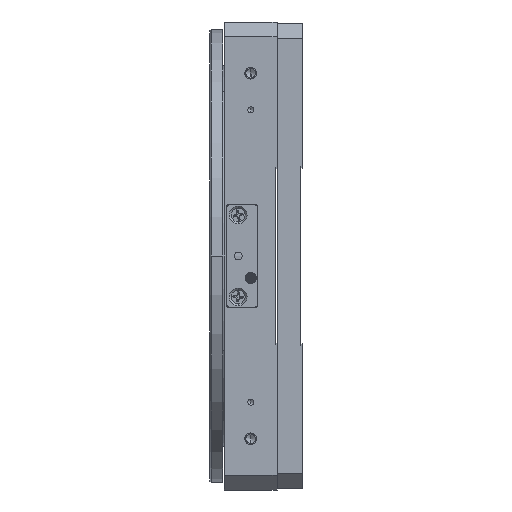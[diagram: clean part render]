
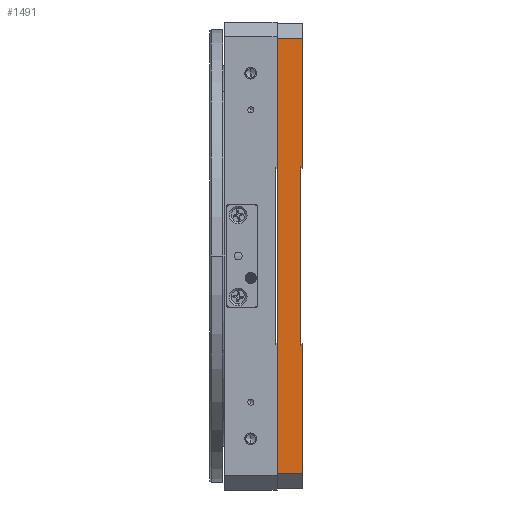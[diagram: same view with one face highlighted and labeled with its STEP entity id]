
A CAD part, left-side view. The second image highlights one B-rep face of the part: STEP entity #1491.
In plain terms, the highlighted planar face has unit normal (-1, 0, 0).
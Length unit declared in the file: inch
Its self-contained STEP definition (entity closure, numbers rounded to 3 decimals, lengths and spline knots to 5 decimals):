
#970 = DIRECTION ( 'NONE',  ( 0., 0., 1. ) ) ;
#1202 = ORIENTED_EDGE ( 'NONE', *, *, #23223, .T. ) ;
#1491 = ADVANCED_FACE ( 'NONE', ( #14875 ), #16303, .F. ) ;
#2289 = ORIENTED_EDGE ( 'NONE', *, *, #68510, .F. ) ;
#3071 = CARTESIAN_POINT ( 'NONE',  ( -3.12992, 0.01969, 1.1811 ) ) ;
#4414 = VECTOR ( 'NONE', #970, 39.37008 ) ;
#7185 = DIRECTION ( 'NONE',  ( 0., 0., 1. ) ) ;
#7334 = CARTESIAN_POINT ( 'NONE',  ( -3.12992, 0.33858, 2.93307 ) ) ;
#9030 = EDGE_CURVE ( 'NONE', #70681, #16759, #27205, .T. ) ;
#10392 = EDGE_CURVE ( 'NONE', #18287, #29357, #51873, .T. ) ;
#11599 = CARTESIAN_POINT ( 'NONE',  ( -3.12992, 0., 3.12992 ) ) ;
#12107 = LINE ( 'NONE', #47086, #70921 ) ;
#13637 = EDGE_CURVE ( 'NONE', #37718, #19666, #46461, .T. ) ;
#14484 = ORIENTED_EDGE ( 'NONE', *, *, #10392, .T. ) ;
#14875 = FACE_OUTER_BOUND ( 'NONE', #68407, .T. ) ;
#14949 = VECTOR ( 'NONE', #31780, 39.37008 ) ;
#15861 = DIRECTION ( 'NONE',  ( 0., 0., -1. ) ) ;
#16088 = EDGE_CURVE ( 'NONE', #70681, #19556, #60630, .T. ) ;
#16303 = PLANE ( 'NONE',  #47638 ) ;
#16376 = CARTESIAN_POINT ( 'NONE',  ( -3.12992, 0.01969, 1.1811 ) ) ;
#16759 = VERTEX_POINT ( 'NONE', #64241 ) ;
#17315 = CARTESIAN_POINT ( 'NONE',  ( -3.12992, 0.33858, 3.12992 ) ) ;
#18287 = VERTEX_POINT ( 'NONE', #22767 ) ;
#19556 = VERTEX_POINT ( 'NONE', #68002 ) ;
#19666 = VERTEX_POINT ( 'NONE', #29618 ) ;
#19939 = VECTOR ( 'NONE', #61942, 39.37008 ) ;
#19945 = CARTESIAN_POINT ( 'NONE',  ( -3.12992, 0., -1.1811 ) ) ;
#20439 = EDGE_CURVE ( 'NONE', #19556, #18287, #29125, .T. ) ;
#21569 = VECTOR ( 'NONE', #62577, 39.37008 ) ;
#22767 = CARTESIAN_POINT ( 'NONE',  ( -3.12992, 0., 2.93307 ) ) ;
#23223 = EDGE_CURVE ( 'NONE', #19666, #43975, #23651, .T. ) ;
#23651 = LINE ( 'NONE', #11599, #4414 ) ;
#24090 = DIRECTION ( 'NONE',  ( 0., 1., 0. ) ) ;
#24227 = ORIENTED_EDGE ( 'NONE', *, *, #13637, .T. ) ;
#27205 = LINE ( 'NONE', #72163, #55148 ) ;
#27343 = ORIENTED_EDGE ( 'NONE', *, *, #44317, .F. ) ;
#29125 = LINE ( 'NONE', #39726, #34820 ) ;
#29357 = VERTEX_POINT ( 'NONE', #7334 ) ;
#29618 = CARTESIAN_POINT ( 'NONE',  ( -3.12992, 0., -2.93307 ) ) ;
#31780 = DIRECTION ( 'NONE',  ( 0., -1., 0. ) ) ;
#34820 = VECTOR ( 'NONE', #7185, 39.37008 ) ;
#37173 = DIRECTION ( 'NONE',  ( 1., 0., 0. ) ) ;
#37533 = CARTESIAN_POINT ( 'NONE',  ( -3.12992, 0.33858, 3.12992 ) ) ;
#37718 = VERTEX_POINT ( 'NONE', #41768 ) ;
#39726 = CARTESIAN_POINT ( 'NONE',  ( -3.12992, 0., 3.12992 ) ) ;
#41768 = CARTESIAN_POINT ( 'NONE',  ( -3.12992, 0.33858, -2.93307 ) ) ;
#42946 = ORIENTED_EDGE ( 'NONE', *, *, #20439, .T. ) ;
#43975 = VERTEX_POINT ( 'NONE', #19945 ) ;
#44317 = EDGE_CURVE ( 'NONE', #37718, #29357, #61225, .T. ) ;
#46461 = LINE ( 'NONE', #68784, #21569 ) ;
#47086 = CARTESIAN_POINT ( 'NONE',  ( -3.12992, 0.01969, -1.1811 ) ) ;
#47638 = AXIS2_PLACEMENT_3D ( 'NONE', #37533, #37173, #59487 ) ;
#47968 = ORIENTED_EDGE ( 'NONE', *, *, #16088, .T. ) ;
#51873 = LINE ( 'NONE', #69049, #66862 ) ;
#55148 = VECTOR ( 'NONE', #15861, 39.37008 ) ;
#57881 = ORIENTED_EDGE ( 'NONE', *, *, #9030, .F. ) ;
#59487 = DIRECTION ( 'NONE',  ( 0., 0., -1. ) ) ;
#60630 = LINE ( 'NONE', #16376, #14949 ) ;
#61225 = LINE ( 'NONE', #17315, #19939 ) ;
#61942 = DIRECTION ( 'NONE',  ( 0., 0., 1. ) ) ;
#62577 = DIRECTION ( 'NONE',  ( 0., -1., 0. ) ) ;
#63551 = DIRECTION ( 'NONE',  ( 0., -1., 0. ) ) ;
#64241 = CARTESIAN_POINT ( 'NONE',  ( -3.12992, 0.01969, -1.1811 ) ) ;
#66862 = VECTOR ( 'NONE', #24090, 39.37008 ) ;
#68002 = CARTESIAN_POINT ( 'NONE',  ( -3.12992, 0., 1.1811 ) ) ;
#68407 = EDGE_LOOP ( 'NONE', ( #42946, #14484, #27343, #24227, #1202, #2289, #57881, #47968 ) ) ;
#68510 = EDGE_CURVE ( 'NONE', #16759, #43975, #12107, .T. ) ;
#68784 = CARTESIAN_POINT ( 'NONE',  ( -3.12992, 0.33858, -2.93307 ) ) ;
#69049 = CARTESIAN_POINT ( 'NONE',  ( -3.12992, 0.33858, 2.93307 ) ) ;
#70681 = VERTEX_POINT ( 'NONE', #3071 ) ;
#70921 = VECTOR ( 'NONE', #63551, 39.37008 ) ;
#72163 = CARTESIAN_POINT ( 'NONE',  ( -3.12992, 0.01969, 1.1811 ) ) ;
